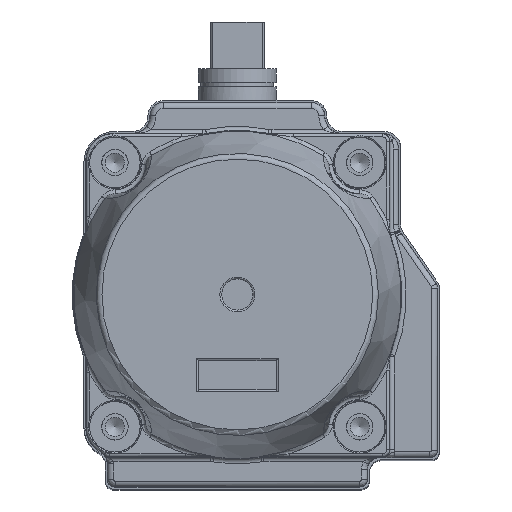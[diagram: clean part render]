
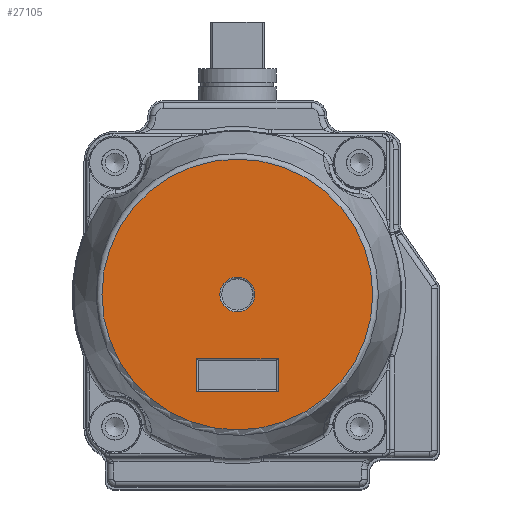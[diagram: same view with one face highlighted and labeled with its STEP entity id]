
A CAD part, top view. The second image highlights one B-rep face of the part: STEP entity #27105.
In plain terms, the highlighted planar face has unit normal (0, 0, 1).
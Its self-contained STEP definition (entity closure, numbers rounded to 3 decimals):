
#1235=LINE('',#51644,#2574);
#1236=LINE('',#51648,#2575);
#1237=LINE('',#51652,#2576);
#1238=LINE('',#51660,#2577);
#2574=VECTOR('',#32907,1000.);
#2575=VECTOR('',#32912,1000.);
#2576=VECTOR('',#32917,1000.);
#2577=VECTOR('',#32920,1000.);
#8636=ORIENTED_EDGE('',*,*,#15366,.F.);
#8637=ORIENTED_EDGE('',*,*,#15321,.F.);
#8638=ORIENTED_EDGE('',*,*,#15319,.F.);
#8639=ORIENTED_EDGE('',*,*,#15317,.F.);
#8640=ORIENTED_EDGE('',*,*,#15323,.F.);
#8641=ORIENTED_EDGE('',*,*,#15367,.F.);
#15317=EDGE_CURVE('',#18926,#18927,#1235,.T.);
#15319=EDGE_CURVE('',#18927,#18928,#1236,.T.);
#15321=EDGE_CURVE('',#18928,#18929,#1237,.T.);
#15323=EDGE_CURVE('',#18929,#18926,#1238,.T.);
#15366=EDGE_CURVE('',#18960,#18960,#20970,.T.);
#15367=EDGE_CURVE('',#18961,#18961,#20971,.T.);
#18926=VERTEX_POINT('',#51643);
#18927=VERTEX_POINT('',#51645);
#18928=VERTEX_POINT('',#51649);
#18929=VERTEX_POINT('',#51653);
#18960=VERTEX_POINT('',#52487);
#18961=VERTEX_POINT('',#52489);
#20970=CIRCLE('',#29151,34.843);
#20971=CIRCLE('',#29152,4.5);
#22559=EDGE_LOOP('',(#8636));
#22560=EDGE_LOOP('',(#8637,#8638,#8639,#8640));
#22561=EDGE_LOOP('',(#8641));
#24686=FACE_BOUND('',#22559,.T.);
#24687=FACE_BOUND('',#22560,.T.);
#24688=FACE_BOUND('',#22561,.T.);
#26141=PLANE('',#29150);
#27105=ADVANCED_FACE('',(#24686,#24687,#24688),#26141,.F.);
#29150=AXIS2_PLACEMENT_3D('',#52485,#32974,#32975);
#29151=AXIS2_PLACEMENT_3D('',#52486,#32976,#32977);
#29152=AXIS2_PLACEMENT_3D('',#52488,#32978,#32979);
#32907=DIRECTION('',(0.,1.,0.));
#32912=DIRECTION('',(-1.,0.,0.));
#32917=DIRECTION('',(0.,-1.,0.));
#32920=DIRECTION('',(1.,0.,0.));
#32974=DIRECTION('',(0.,0.,-1.));
#32975=DIRECTION('',(-1.,0.,0.));
#32976=DIRECTION('',(0.,0.,-1.));
#32977=DIRECTION('',(-1.,0.,0.));
#32978=DIRECTION('',(0.,0.,1.));
#32979=DIRECTION('',(1.,0.,0.));
#51643=CARTESIAN_POINT('',(10.5,-25.,32.));
#51644=CARTESIAN_POINT('',(10.5,36.,32.));
#51645=CARTESIAN_POINT('',(10.5,-16.5,32.));
#51648=CARTESIAN_POINT('',(0.,-16.5,32.));
#51649=CARTESIAN_POINT('',(-10.5,-16.5,32.));
#51652=CARTESIAN_POINT('',(-10.5,36.,32.));
#51653=CARTESIAN_POINT('',(-10.5,-25.,32.));
#51660=CARTESIAN_POINT('',(0.,-25.,32.));
#52485=CARTESIAN_POINT('',(0.,36.,32.));
#52486=CARTESIAN_POINT('',(0.,0.,32.));
#52487=CARTESIAN_POINT('',(-34.843,0.,32.));
#52488=CARTESIAN_POINT('',(0.,0.,32.));
#52489=CARTESIAN_POINT('',(4.5,0.,32.));
